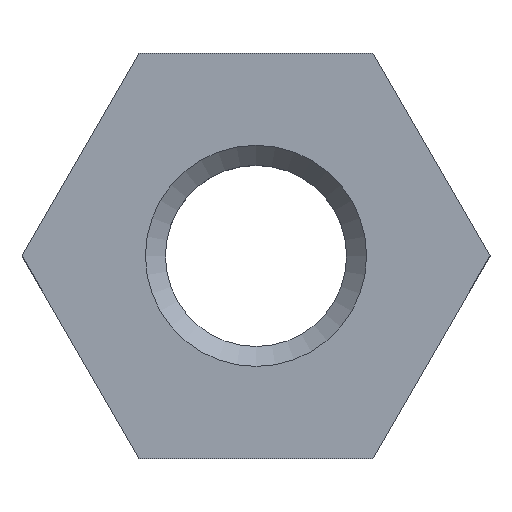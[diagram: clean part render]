
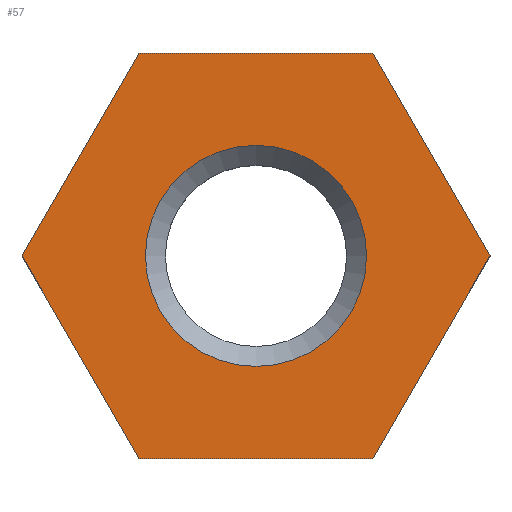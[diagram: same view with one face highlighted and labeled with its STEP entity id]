
A CAD part, top view. The second image highlights one B-rep face of the part: STEP entity #57.
In plain terms, the highlighted planar face has unit normal (0, 0, 1).
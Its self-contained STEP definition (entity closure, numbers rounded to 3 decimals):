
#3 = LINE ( 'NONE', #186, #5 ) ;
#5 = VECTOR ( 'NONE', #148, 1000. ) ;
#14 = VERTEX_POINT ( 'NONE', #282 ) ;
#34 = VERTEX_POINT ( 'NONE', #130 ) ;
#42 = AXIS2_PLACEMENT_3D ( 'NONE', #218, #56, #198 ) ;
#56 = DIRECTION ( 'NONE',  ( 0., 0., 1. ) ) ;
#57 = ADVANCED_FACE ( 'NONE', ( #248, #167 ), #365, .T. ) ;
#59 = DIRECTION ( 'NONE',  ( -0.5, -0.866, 0. ) ) ;
#62 = DIRECTION ( 'NONE',  ( 1., 0., 0. ) ) ;
#63 = LINE ( 'NONE', #321, #319 ) ;
#72 = ORIENTED_EDGE ( 'NONE', *, *, #173, .F. ) ;
#73 = VECTOR ( 'NONE', #317, 1000. ) ;
#85 = CARTESIAN_POINT ( 'NONE',  ( 1.588, -2.75, 1.8 ) ) ;
#100 = ORIENTED_EDGE ( 'NONE', *, *, #210, .F. ) ;
#104 = EDGE_CURVE ( 'NONE', #235, #235, #107, .T. ) ;
#105 = VECTOR ( 'NONE', #59, 1000. ) ;
#107 = CIRCLE ( 'NONE', #123, 1.5 ) ;
#108 = ORIENTED_EDGE ( 'NONE', *, *, #372, .F. ) ;
#117 = LINE ( 'NONE', #176, #262 ) ;
#123 = AXIS2_PLACEMENT_3D ( 'NONE', #225, #342, #159 ) ;
#130 = CARTESIAN_POINT ( 'NONE',  ( 3.175, 0., 1.8 ) ) ;
#133 = EDGE_LOOP ( 'NONE', ( #355 ) ) ;
#145 = LINE ( 'NONE', #264, #73 ) ;
#148 = DIRECTION ( 'NONE',  ( -1., 0., 0. ) ) ;
#154 = ORIENTED_EDGE ( 'NONE', *, *, #280, .F. ) ;
#159 = DIRECTION ( 'NONE',  ( 1., 0., 0. ) ) ;
#167 = FACE_OUTER_BOUND ( 'NONE', #302, .T. ) ;
#170 = CARTESIAN_POINT ( 'NONE',  ( -1.588, 2.75, 1.8 ) ) ;
#173 = EDGE_CURVE ( 'NONE', #34, #276, #199, .T. ) ;
#176 = CARTESIAN_POINT ( 'NONE',  ( 3.175, 0., 1.8 ) ) ;
#179 = CARTESIAN_POINT ( 'NONE',  ( 1.588, -2.75, 1.8 ) ) ;
#186 = CARTESIAN_POINT ( 'NONE',  ( -1.588, -2.75, 1.8 ) ) ;
#187 = EDGE_CURVE ( 'NONE', #209, #223, #228, .T. ) ;
#195 = VERTEX_POINT ( 'NONE', #320 ) ;
#198 = DIRECTION ( 'NONE',  ( 1., 0., 0. ) ) ;
#199 = LINE ( 'NONE', #85, #105 ) ;
#201 = CARTESIAN_POINT ( 'NONE',  ( -3.175, 0., 1.8 ) ) ;
#203 = DIRECTION ( 'NONE',  ( 0.5, 0.866, 0. ) ) ;
#209 = VERTEX_POINT ( 'NONE', #201 ) ;
#210 = EDGE_CURVE ( 'NONE', #14, #34, #117, .T. ) ;
#211 = CARTESIAN_POINT ( 'NONE',  ( 1.5, 0., 1.8 ) ) ;
#218 = CARTESIAN_POINT ( 'NONE',  ( 0., 0., 1.8 ) ) ;
#223 = VERTEX_POINT ( 'NONE', #170 ) ;
#225 = CARTESIAN_POINT ( 'NONE',  ( 0., 0., 1.8 ) ) ;
#228 = LINE ( 'NONE', #346, #268 ) ;
#235 = VERTEX_POINT ( 'NONE', #211 ) ;
#248 = FACE_BOUND ( 'NONE', #133, .T. ) ;
#262 = VECTOR ( 'NONE', #293, 1000. ) ;
#264 = CARTESIAN_POINT ( 'NONE',  ( -3.175, 0., 1.8 ) ) ;
#265 = EDGE_CURVE ( 'NONE', #223, #14, #63, .T. ) ;
#268 = VECTOR ( 'NONE', #203, 1000. ) ;
#270 = ORIENTED_EDGE ( 'NONE', *, *, #187, .F. ) ;
#276 = VERTEX_POINT ( 'NONE', #179 ) ;
#280 = EDGE_CURVE ( 'NONE', #195, #209, #145, .T. ) ;
#282 = CARTESIAN_POINT ( 'NONE',  ( 1.588, 2.75, 1.8 ) ) ;
#293 = DIRECTION ( 'NONE',  ( 0.5, -0.866, 0. ) ) ;
#302 = EDGE_LOOP ( 'NONE', ( #72, #100, #354, #270, #154, #108 ) ) ;
#317 = DIRECTION ( 'NONE',  ( -0.5, 0.866, 0. ) ) ;
#319 = VECTOR ( 'NONE', #62, 1000. ) ;
#320 = CARTESIAN_POINT ( 'NONE',  ( -1.588, -2.75, 1.8 ) ) ;
#321 = CARTESIAN_POINT ( 'NONE',  ( 1.588, 2.75, 1.8 ) ) ;
#342 = DIRECTION ( 'NONE',  ( 0., 0., 1. ) ) ;
#346 = CARTESIAN_POINT ( 'NONE',  ( -1.588, 2.75, 1.8 ) ) ;
#354 = ORIENTED_EDGE ( 'NONE', *, *, #265, .F. ) ;
#355 = ORIENTED_EDGE ( 'NONE', *, *, #104, .F. ) ;
#365 = PLANE ( 'NONE',  #42 ) ;
#372 = EDGE_CURVE ( 'NONE', #276, #195, #3, .T. ) ;
